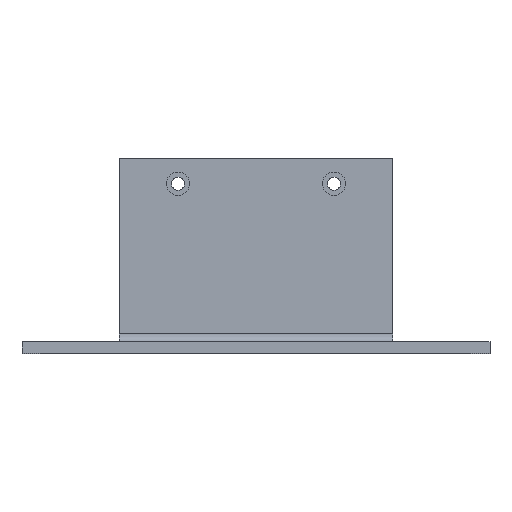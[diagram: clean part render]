
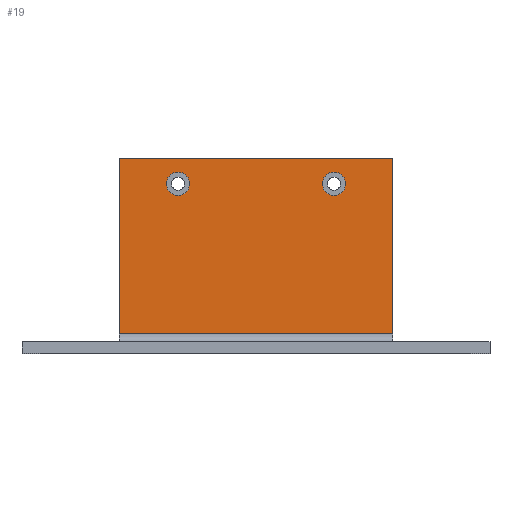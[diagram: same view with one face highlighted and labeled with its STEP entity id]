
A CAD part, top view. The second image highlights one B-rep face of the part: STEP entity #19.
In plain terms, the highlighted planar face has unit normal (0, 0, 1).
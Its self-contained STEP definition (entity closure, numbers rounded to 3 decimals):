
#6 = EDGE_CURVE ( 'NONE', #337, #769, #692, .T. ) ;
#11 = DIRECTION ( 'NONE',  ( -1., 0., 0. ) ) ;
#19 = ADVANCED_FACE ( 'NONE', ( #564, #988, #388 ), #68, .T. ) ;
#39 = ORIENTED_EDGE ( 'NONE', *, *, #1070, .F. ) ;
#52 = DIRECTION ( 'NONE',  ( 0., 0., 1. ) ) ;
#61 = CARTESIAN_POINT ( 'NONE',  ( 40., 40.5, 18.652 ) ) ;
#68 = PLANE ( 'NONE',  #800 ) ;
#85 = VECTOR ( 'NONE', #412, 1000. ) ;
#86 = VERTEX_POINT ( 'NONE', #1087 ) ;
#87 = LINE ( 'NONE', #95, #628 ) ;
#95 = CARTESIAN_POINT ( 'NONE',  ( 95., 0., 18.652 ) ) ;
#112 = CARTESIAN_POINT ( 'NONE',  ( 40., 40.5, 18.652 ) ) ;
#121 = DIRECTION ( 'NONE',  ( 0., 0., 1. ) ) ;
#127 = DIRECTION ( 'NONE',  ( -1., 0., 0. ) ) ;
#139 = CIRCLE ( 'NONE', #577, 3. ) ;
#148 = LINE ( 'NONE', #402, #491 ) ;
#210 = CARTESIAN_POINT ( 'NONE',  ( 37., 40.5, 18.652 ) ) ;
#222 = CARTESIAN_POINT ( 'NONE',  ( 95., 47., 18.652 ) ) ;
#223 = DIRECTION ( 'NONE',  ( 0., 0., 1. ) ) ;
#234 = CARTESIAN_POINT ( 'NONE',  ( 0., 0., 18.652 ) ) ;
#261 = DIRECTION ( 'NONE',  ( 0., -1., 0. ) ) ;
#337 = VERTEX_POINT ( 'NONE', #451 ) ;
#370 = VERTEX_POINT ( 'NONE', #222 ) ;
#388 = FACE_OUTER_BOUND ( 'NONE', #430, .T. ) ;
#401 = ORIENTED_EDGE ( 'NONE', *, *, #715, .F. ) ;
#402 = CARTESIAN_POINT ( 'NONE',  ( 95., 47., 18.652 ) ) ;
#412 = DIRECTION ( 'NONE',  ( 0., 1., 0. ) ) ;
#418 = CARTESIAN_POINT ( 'NONE',  ( 77., 40.5, 18.652 ) ) ;
#430 = EDGE_LOOP ( 'NONE', ( #523, #589, #466, #442 ) ) ;
#442 = ORIENTED_EDGE ( 'NONE', *, *, #841, .F. ) ;
#448 = DIRECTION ( 'NONE',  ( 0., 0., 1. ) ) ;
#451 = CARTESIAN_POINT ( 'NONE',  ( 43., 40.5, 18.652 ) ) ;
#460 = DIRECTION ( 'NONE',  ( 1., 0., 0. ) ) ;
#466 = ORIENTED_EDGE ( 'NONE', *, *, #954, .F. ) ;
#474 = DIRECTION ( 'NONE',  ( -1., 0., 0. ) ) ;
#491 = VECTOR ( 'NONE', #990, 1000. ) ;
#509 = ORIENTED_EDGE ( 'NONE', *, *, #6, .F. ) ;
#523 = ORIENTED_EDGE ( 'NONE', *, *, #798, .F. ) ;
#552 = EDGE_LOOP ( 'NONE', ( #401, #957 ) ) ;
#553 = CARTESIAN_POINT ( 'NONE',  ( 25., 47., 18.652 ) ) ;
#564 = FACE_BOUND ( 'NONE', #1027, .T. ) ;
#571 = LINE ( 'NONE', #826, #966 ) ;
#577 = AXIS2_PLACEMENT_3D ( 'NONE', #925, #1006, #11 ) ;
#589 = ORIENTED_EDGE ( 'NONE', *, *, #830, .F. ) ;
#628 = VECTOR ( 'NONE', #261, 1000. ) ;
#692 = CIRCLE ( 'NONE', #1053, 3. ) ;
#713 = CIRCLE ( 'NONE', #968, 3. ) ;
#715 = EDGE_CURVE ( 'NONE', #963, #86, #928, .T. ) ;
#721 = VERTEX_POINT ( 'NONE', #860 ) ;
#769 = VERTEX_POINT ( 'NONE', #210 ) ;
#798 = EDGE_CURVE ( 'NONE', #989, #870, #1061, .T. ) ;
#800 = AXIS2_PLACEMENT_3D ( 'NONE', #234, #223, #1051 ) ;
#826 = CARTESIAN_POINT ( 'NONE',  ( 95., 2., 18.652 ) ) ;
#830 = EDGE_CURVE ( 'NONE', #721, #989, #571, .T. ) ;
#841 = EDGE_CURVE ( 'NONE', #870, #370, #148, .T. ) ;
#843 = CARTESIAN_POINT ( 'NONE',  ( 25., 2., 18.652 ) ) ;
#860 = CARTESIAN_POINT ( 'NONE',  ( 95., 2., 18.652 ) ) ;
#870 = VERTEX_POINT ( 'NONE', #982 ) ;
#881 = CARTESIAN_POINT ( 'NONE',  ( 80., 40.5, 18.652 ) ) ;
#894 = AXIS2_PLACEMENT_3D ( 'NONE', #881, #121, #127 ) ;
#925 = CARTESIAN_POINT ( 'NONE',  ( 80., 40.5, 18.652 ) ) ;
#928 = CIRCLE ( 'NONE', #894, 3. ) ;
#954 = EDGE_CURVE ( 'NONE', #370, #721, #87, .T. ) ;
#957 = ORIENTED_EDGE ( 'NONE', *, *, #979, .F. ) ;
#963 = VERTEX_POINT ( 'NONE', #418 ) ;
#966 = VECTOR ( 'NONE', #474, 1000. ) ;
#968 = AXIS2_PLACEMENT_3D ( 'NONE', #112, #448, #460 ) ;
#979 = EDGE_CURVE ( 'NONE', #86, #963, #139, .T. ) ;
#982 = CARTESIAN_POINT ( 'NONE',  ( 25., 47., 18.652 ) ) ;
#988 = FACE_BOUND ( 'NONE', #552, .T. ) ;
#989 = VERTEX_POINT ( 'NONE', #843 ) ;
#990 = DIRECTION ( 'NONE',  ( 1., 0., 0. ) ) ;
#1006 = DIRECTION ( 'NONE',  ( 0., 0., 1. ) ) ;
#1027 = EDGE_LOOP ( 'NONE', ( #39, #509 ) ) ;
#1051 = DIRECTION ( 'NONE',  ( 0., -1., 0. ) ) ;
#1053 = AXIS2_PLACEMENT_3D ( 'NONE', #61, #52, #1078 ) ;
#1061 = LINE ( 'NONE', #553, #85 ) ;
#1070 = EDGE_CURVE ( 'NONE', #769, #337, #713, .T. ) ;
#1078 = DIRECTION ( 'NONE',  ( 1., 0., 0. ) ) ;
#1087 = CARTESIAN_POINT ( 'NONE',  ( 83., 40.5, 18.652 ) ) ;
